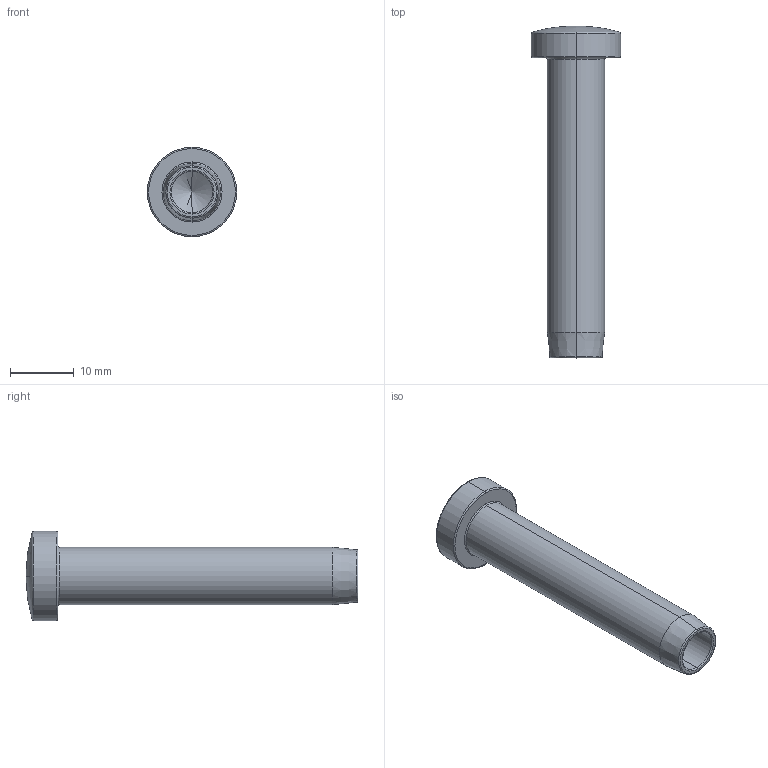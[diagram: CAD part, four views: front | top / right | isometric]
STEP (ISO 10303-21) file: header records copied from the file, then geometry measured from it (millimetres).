
FILE_DESCRIPTION (( 'STEP AP203' ), '1' );
FILE_NAME ('A14_7370-006.STEP', '2021-11-09T12:14:49', ( '' ), ( '' ), 'SwSTEP 2.0', 'SolidWorks 2019', '' );
FILE_SCHEMA (( 'CONFIG_CONTROL_DESIGN' ));
Length unit declared in the file: millimetre
Products named in the file (1): A14_7370-006
Bounding box: 14 x 52 x 14 mm (x, y, z)
Volume: 2310.6 mm3; surface area: 2610.6 mm2
Topology: 1 solids, 1 shells, 24 faces, 50 edges, 28 vertices
Faces by surface type: torus 10, cylinder 6, cone 4, sphere 2, plane 2
Entity records: 711 total; most frequent: DIRECTION 136, CARTESIAN_POINT 101, ORIENTED_EDGE 96, AXIS2_PLACEMENT_3D 63, EDGE_CURVE 48, CIRCLE 38, VERTEX_POINT 28, EDGE_LOOP 26
